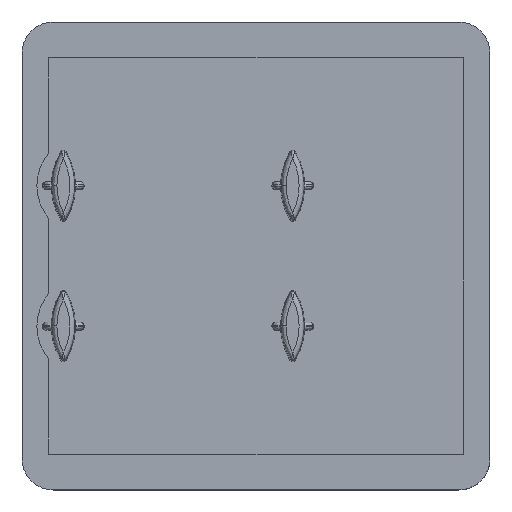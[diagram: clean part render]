
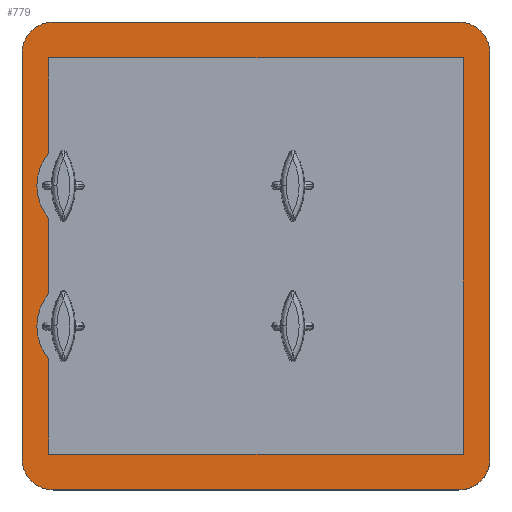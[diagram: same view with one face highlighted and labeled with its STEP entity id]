
A CAD part, top view. The second image highlights one B-rep face of the part: STEP entity #779.
In plain terms, the highlighted planar face has unit normal (0, 0, 1).
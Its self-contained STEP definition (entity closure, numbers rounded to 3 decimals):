
#26 = VERTEX_POINT ( 'NONE', #5795 ) ;
#58 = ORIENTED_EDGE ( 'NONE', *, *, #5503, .F. ) ;
#107 = DIRECTION ( 'NONE',  ( -1., 0., 0. ) ) ;
#117 = VECTOR ( 'NONE', #6924, 1000. ) ;
#139 = DIRECTION ( 'NONE',  ( 0., 1., 0. ) ) ;
#205 = CARTESIAN_POINT ( 'NONE',  ( -13.3, 0., 3. ) ) ;
#268 = CARTESIAN_POINT ( 'NONE',  ( -13.3, 2.429, 3. ) ) ;
#404 = VECTOR ( 'NONE', #2958, 1000. ) ;
#503 = EDGE_CURVE ( 'NONE', #3678, #1092, #6418, .T. ) ;
#522 = DIRECTION ( 'NONE',  ( 0., 0., -1. ) ) ;
#538 = ORIENTED_EDGE ( 'NONE', *, *, #5586, .T. ) ;
#569 = DIRECTION ( 'NONE',  ( 1., 0., 0. ) ) ;
#640 = CARTESIAN_POINT ( 'NONE',  ( 13., 13., 3. ) ) ;
#662 = CARTESIAN_POINT ( 'NONE',  ( 15., -13., 3. ) ) ;
#779 = ADVANCED_FACE ( 'NONE', ( #5270, #1213 ), #7806, .F. ) ;
#783 = EDGE_CURVE ( 'NONE', #7153, #5553, #6514, .T. ) ;
#820 = EDGE_CURVE ( 'NONE', #6042, #1593, #7304, .T. ) ;
#826 = CIRCLE ( 'NONE', #6852, 3.25 ) ;
#889 = ORIENTED_EDGE ( 'NONE', *, *, #6915, .F. ) ;
#904 = CARTESIAN_POINT ( 'NONE',  ( -13.3, 12.7, 3. ) ) ;
#981 = EDGE_CURVE ( 'NONE', #5773, #2341, #6896, .T. ) ;
#1009 = ORIENTED_EDGE ( 'NONE', *, *, #1139, .F. ) ;
#1057 = ORIENTED_EDGE ( 'NONE', *, *, #1604, .F. ) ;
#1092 = VERTEX_POINT ( 'NONE', #7171 ) ;
#1139 = EDGE_CURVE ( 'NONE', #1092, #5773, #826, .T. ) ;
#1172 = CARTESIAN_POINT ( 'NONE',  ( -10.796, -4.5, 3. ) ) ;
#1213 = FACE_OUTER_BOUND ( 'NONE', #7009, .T. ) ;
#1397 = ORIENTED_EDGE ( 'NONE', *, *, #503, .F. ) ;
#1568 = VECTOR ( 'NONE', #2433, 1000. ) ;
#1593 = VERTEX_POINT ( 'NONE', #2295 ) ;
#1594 = CIRCLE ( 'NONE', #5148, 2. ) ;
#1604 = EDGE_CURVE ( 'NONE', #6702, #7861, #1594, .T. ) ;
#1639 = CARTESIAN_POINT ( 'NONE',  ( -15., 13., 3. ) ) ;
#1695 = DIRECTION ( 'NONE',  ( -1., 0., 0. ) ) ;
#1742 = AXIS2_PLACEMENT_3D ( 'NONE', #5412, #4735, #7831 ) ;
#1916 = CIRCLE ( 'NONE', #6724, 2. ) ;
#2040 = DIRECTION ( 'NONE',  ( 0., -1., 0. ) ) ;
#2088 = DIRECTION ( 'NONE',  ( -1., 0., 0. ) ) ;
#2135 = LINE ( 'NONE', #2615, #3016 ) ;
#2295 = CARTESIAN_POINT ( 'NONE',  ( -13., 15., 3. ) ) ;
#2327 = CARTESIAN_POINT ( 'NONE',  ( -15., 15., 3. ) ) ;
#2341 = VERTEX_POINT ( 'NONE', #2938 ) ;
#2433 = DIRECTION ( 'NONE',  ( 0., 1., 0. ) ) ;
#2512 = CARTESIAN_POINT ( 'NONE',  ( -13.3, -6.571, 3. ) ) ;
#2572 = VERTEX_POINT ( 'NONE', #3547 ) ;
#2576 = VECTOR ( 'NONE', #5557, 1000. ) ;
#2615 = CARTESIAN_POINT ( 'NONE',  ( 15., -15., 3. ) ) ;
#2885 = VERTEX_POINT ( 'NONE', #2512 ) ;
#2933 = DIRECTION ( 'NONE',  ( 0., 0., 1. ) ) ;
#2938 = CARTESIAN_POINT ( 'NONE',  ( -13.3, -2.429, 3. ) ) ;
#2958 = DIRECTION ( 'NONE',  ( 0., -1., 0. ) ) ;
#3016 = VECTOR ( 'NONE', #139, 1000. ) ;
#3060 = CARTESIAN_POINT ( 'NONE',  ( 13., -15., 3. ) ) ;
#3207 = VECTOR ( 'NONE', #2088, 1000. ) ;
#3406 = CARTESIAN_POINT ( 'NONE',  ( -13., -15., 3. ) ) ;
#3444 = VECTOR ( 'NONE', #7113, 1000. ) ;
#3454 = AXIS2_PLACEMENT_3D ( 'NONE', #4132, #7860, #1695 ) ;
#3503 = ORIENTED_EDGE ( 'NONE', *, *, #7986, .F. ) ;
#3547 = CARTESIAN_POINT ( 'NONE',  ( 13.3, 12.7, 3. ) ) ;
#3613 = CARTESIAN_POINT ( 'NONE',  ( 13.3, 0., 3. ) ) ;
#3670 = ORIENTED_EDGE ( 'NONE', *, *, #6605, .F. ) ;
#3678 = VERTEX_POINT ( 'NONE', #904 ) ;
#3774 = DIRECTION ( 'NONE',  ( 1., 0., 0. ) ) ;
#3837 = VERTEX_POINT ( 'NONE', #1639 ) ;
#4043 = ORIENTED_EDGE ( 'NONE', *, *, #4083, .F. ) ;
#4059 = CIRCLE ( 'NONE', #6363, 2. ) ;
#4083 = EDGE_CURVE ( 'NONE', #6992, #2572, #7932, .T. ) ;
#4132 = CARTESIAN_POINT ( 'NONE',  ( 0., 0., 3. ) ) ;
#4292 = ORIENTED_EDGE ( 'NONE', *, *, #6579, .T. ) ;
#4444 = CARTESIAN_POINT ( 'NONE',  ( 0., -12.7, 3. ) ) ;
#4735 = DIRECTION ( 'NONE',  ( 0., 0., -1. ) ) ;
#4792 = DIRECTION ( 'NONE',  ( -1., 0., 0. ) ) ;
#4794 = DIRECTION ( 'NONE',  ( 1., 0., 0. ) ) ;
#4845 = EDGE_CURVE ( 'NONE', #3837, #5553, #7925, .T. ) ;
#4935 = DIRECTION ( 'NONE',  ( -1., 0., 0. ) ) ;
#4984 = EDGE_LOOP ( 'NONE', ( #1397, #58, #4043, #7516, #889, #5903, #5019, #1009 ) ) ;
#5019 = ORIENTED_EDGE ( 'NONE', *, *, #981, .F. ) ;
#5101 = EDGE_CURVE ( 'NONE', #26, #6992, #5230, .T. ) ;
#5148 = AXIS2_PLACEMENT_3D ( 'NONE', #7907, #522, #6023 ) ;
#5191 = CARTESIAN_POINT ( 'NONE',  ( 13.3, -12.7, 3. ) ) ;
#5230 = LINE ( 'NONE', #4444, #117 ) ;
#5270 = FACE_BOUND ( 'NONE', #4984, .T. ) ;
#5412 = CARTESIAN_POINT ( 'NONE',  ( -13., -13., 3. ) ) ;
#5475 = DIRECTION ( 'NONE',  ( 0., 0., 1. ) ) ;
#5500 = CARTESIAN_POINT ( 'NONE',  ( -15., -15., 3. ) ) ;
#5503 = EDGE_CURVE ( 'NONE', #2572, #3678, #5601, .T. ) ;
#5553 = VERTEX_POINT ( 'NONE', #5656 ) ;
#5557 = DIRECTION ( 'NONE',  ( 0., -1., 0. ) ) ;
#5586 = EDGE_CURVE ( 'NONE', #6702, #7345, #2135, .T. ) ;
#5601 = LINE ( 'NONE', #7390, #3207 ) ;
#5617 = ORIENTED_EDGE ( 'NONE', *, *, #4845, .T. ) ;
#5621 = DIRECTION ( 'NONE',  ( 0., 0., -1. ) ) ;
#5646 = VECTOR ( 'NONE', #4792, 1000. ) ;
#5656 = CARTESIAN_POINT ( 'NONE',  ( -15., -13., 3. ) ) ;
#5681 = VECTOR ( 'NONE', #3774, 1000. ) ;
#5756 = ORIENTED_EDGE ( 'NONE', *, *, #783, .F. ) ;
#5773 = VERTEX_POINT ( 'NONE', #268 ) ;
#5795 = CARTESIAN_POINT ( 'NONE',  ( -13.3, -12.7, 3. ) ) ;
#5898 = CARTESIAN_POINT ( 'NONE',  ( -13.3, 0., 3. ) ) ;
#5903 = ORIENTED_EDGE ( 'NONE', *, *, #7250, .F. ) ;
#6023 = DIRECTION ( 'NONE',  ( -1., 0., 0. ) ) ;
#6042 = VERTEX_POINT ( 'NONE', #7784 ) ;
#6260 = CARTESIAN_POINT ( 'NONE',  ( -13.3, 0., 3. ) ) ;
#6363 = AXIS2_PLACEMENT_3D ( 'NONE', #7455, #7430, #107 ) ;
#6418 = LINE ( 'NONE', #6260, #2576 ) ;
#6514 = CIRCLE ( 'NONE', #1742, 2. ) ;
#6579 = EDGE_CURVE ( 'NONE', #7153, #7861, #7341, .T. ) ;
#6605 = EDGE_CURVE ( 'NONE', #3837, #1593, #4059, .T. ) ;
#6606 = CARTESIAN_POINT ( 'NONE',  ( -10.796, 4.5, 3. ) ) ;
#6650 = VECTOR ( 'NONE', #2040, 1000. ) ;
#6702 = VERTEX_POINT ( 'NONE', #662 ) ;
#6724 = AXIS2_PLACEMENT_3D ( 'NONE', #640, #5621, #4935 ) ;
#6740 = CIRCLE ( 'NONE', #7804, 3.25 ) ;
#6852 = AXIS2_PLACEMENT_3D ( 'NONE', #6606, #2933, #4794 ) ;
#6896 = LINE ( 'NONE', #5898, #3444 ) ;
#6915 = EDGE_CURVE ( 'NONE', #2885, #26, #6934, .T. ) ;
#6921 = ORIENTED_EDGE ( 'NONE', *, *, #820, .T. ) ;
#6924 = DIRECTION ( 'NONE',  ( 1., 0., 0. ) ) ;
#6934 = LINE ( 'NONE', #205, #6650 ) ;
#6992 = VERTEX_POINT ( 'NONE', #5191 ) ;
#7009 = EDGE_LOOP ( 'NONE', ( #1057, #538, #3503, #6921, #3670, #5617, #5756, #4292 ) ) ;
#7113 = DIRECTION ( 'NONE',  ( 0., -1., 0. ) ) ;
#7153 = VERTEX_POINT ( 'NONE', #3406 ) ;
#7171 = CARTESIAN_POINT ( 'NONE',  ( -13.3, 6.571, 3. ) ) ;
#7250 = EDGE_CURVE ( 'NONE', #2341, #2885, #6740, .T. ) ;
#7304 = LINE ( 'NONE', #2327, #5646 ) ;
#7341 = LINE ( 'NONE', #7743, #5681 ) ;
#7345 = VERTEX_POINT ( 'NONE', #7438 ) ;
#7390 = CARTESIAN_POINT ( 'NONE',  ( 0., 12.7, 3. ) ) ;
#7430 = DIRECTION ( 'NONE',  ( 0., 0., -1. ) ) ;
#7438 = CARTESIAN_POINT ( 'NONE',  ( 15., 13., 3. ) ) ;
#7455 = CARTESIAN_POINT ( 'NONE',  ( -13., 13., 3. ) ) ;
#7516 = ORIENTED_EDGE ( 'NONE', *, *, #5101, .F. ) ;
#7743 = CARTESIAN_POINT ( 'NONE',  ( -15., -15., 3. ) ) ;
#7784 = CARTESIAN_POINT ( 'NONE',  ( 13., 15., 3. ) ) ;
#7804 = AXIS2_PLACEMENT_3D ( 'NONE', #1172, #5475, #569 ) ;
#7806 = PLANE ( 'NONE',  #3454 ) ;
#7831 = DIRECTION ( 'NONE',  ( -1., 0., 0. ) ) ;
#7861 = VERTEX_POINT ( 'NONE', #3060 ) ;
#7860 = DIRECTION ( 'NONE',  ( 0., 0., -1. ) ) ;
#7907 = CARTESIAN_POINT ( 'NONE',  ( 13., -13., 3. ) ) ;
#7925 = LINE ( 'NONE', #5500, #404 ) ;
#7932 = LINE ( 'NONE', #3613, #1568 ) ;
#7986 = EDGE_CURVE ( 'NONE', #6042, #7345, #1916, .T. ) ;
